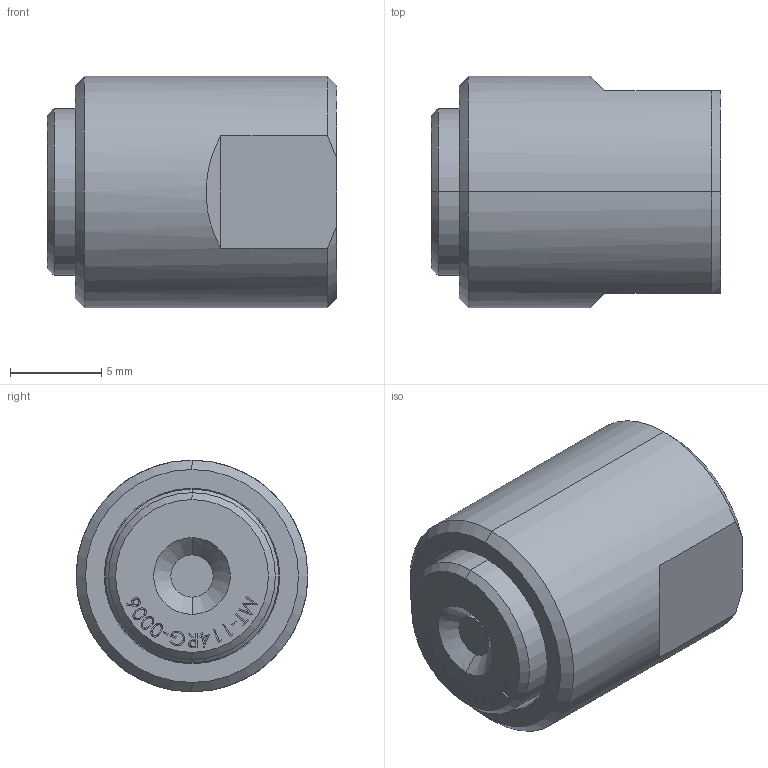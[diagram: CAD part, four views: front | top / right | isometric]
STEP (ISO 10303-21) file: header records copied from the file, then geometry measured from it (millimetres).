
FILE_DESCRIPTION (( 'STEP AP203' ), '1' );
FILE_NAME ('MT-114RG-0006.step', '2019-10-25T17:01:38', ( '' ), ( '' ), 'SwSTEP 2.0', 'SolidWorks 2020', '' );
FILE_SCHEMA (( 'CONFIG_CONTROL_DESIGN' ));
Length unit declared in the file: inch
Products named in the file (1): MT-114RG-0006
Bounding box: 15.85 x 12.67 x 12.67 mm (x, y, z)
Volume: 1313.2 mm3; surface area: 1779.7 mm2
Topology: 12 solids, 12 shells, 243 faces, 612 edges, 402 vertices
Faces by surface type: plane 109, bspline 53, cylinder 31, cone 28, sphere 16, torus 6
Entity records: 12412 total; most frequent: CARTESIAN_POINT 7071, ORIENTED_EDGE 1144, DIRECTION 924, EDGE_CURVE 572, VERTEX_POINT 378, LINE 330, VECTOR 330, AXIS2_PLACEMENT_3D 297
